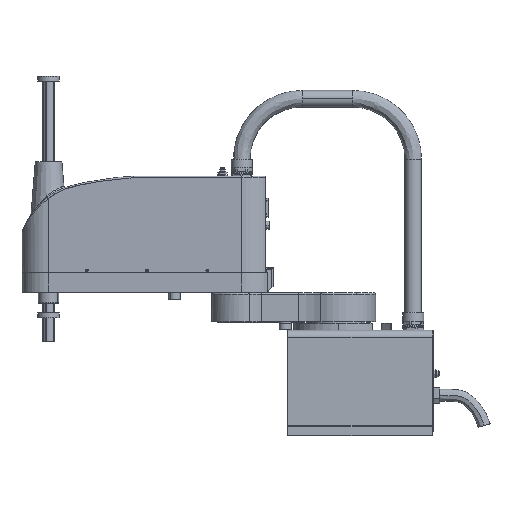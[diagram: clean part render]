
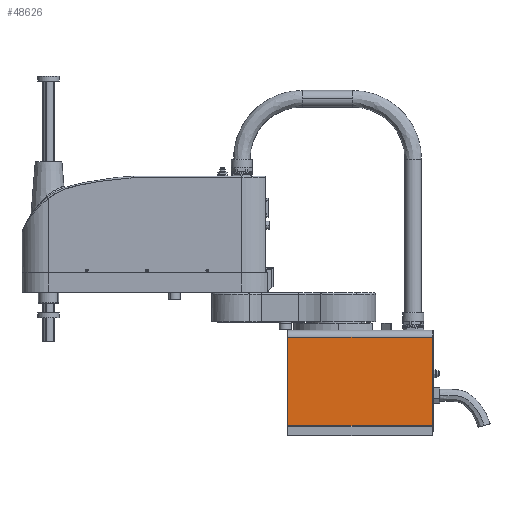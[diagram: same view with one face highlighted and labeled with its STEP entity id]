
A CAD part, top view. The second image highlights one B-rep face of the part: STEP entity #48626.
In plain terms, the highlighted planar face has unit normal (0, 0, 1).
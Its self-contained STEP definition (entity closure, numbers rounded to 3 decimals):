
#2114 = ORIENTED_EDGE ( 'NONE', *, *, #5769, .F. ) ;
#5342 = VERTEX_POINT ( 'NONE', #56189 ) ;
#5399 = VERTEX_POINT ( 'NONE', #57502 ) ;
#5769 = EDGE_CURVE ( 'NONE', #22725, #40571, #42206, .T. ) ;
#6900 = CARTESIAN_POINT ( 'NONE',  ( -105., 5., 105. ) ) ;
#8261 = DIRECTION ( 'NONE',  ( 1., 0., 0. ) ) ;
#8573 = CARTESIAN_POINT ( 'NONE',  ( 195., 5., 105. ) ) ;
#9857 = EDGE_LOOP ( 'NONE', ( #24713, #13281, #15741, #2114 ) ) ;
#11087 = CARTESIAN_POINT ( 'NONE',  ( 195., -193., 105. ) ) ;
#11699 = DIRECTION ( 'NONE',  ( 0., 1., 0. ) ) ;
#13281 = ORIENTED_EDGE ( 'NONE', *, *, #21053, .F. ) ;
#13596 = DIRECTION ( 'NONE',  ( 0., -1., 0. ) ) ;
#15741 = ORIENTED_EDGE ( 'NONE', *, *, #17643, .F. ) ;
#17484 = VECTOR ( 'NONE', #8261, 1000. ) ;
#17643 = EDGE_CURVE ( 'NONE', #40571, #5399, #58155, .T. ) ;
#17882 = CARTESIAN_POINT ( 'NONE',  ( -105., -193., 105. ) ) ;
#21053 = EDGE_CURVE ( 'NONE', #5399, #5342, #30292, .T. ) ;
#21378 = AXIS2_PLACEMENT_3D ( 'NONE', #57012, #28232, #61816 ) ;
#22725 = VERTEX_POINT ( 'NONE', #11087 ) ;
#24713 = ORIENTED_EDGE ( 'NONE', *, *, #52150, .F. ) ;
#28232 = DIRECTION ( 'NONE',  ( 0., 0., -1. ) ) ;
#30292 = LINE ( 'NONE', #41847, #17484 ) ;
#40571 = VERTEX_POINT ( 'NONE', #17882 ) ;
#40702 = VECTOR ( 'NONE', #48225, 1000. ) ;
#41847 = CARTESIAN_POINT ( 'NONE',  ( 195., -10., 105. ) ) ;
#42206 = LINE ( 'NONE', #48431, #40702 ) ;
#45355 = VECTOR ( 'NONE', #11699, 1000. ) ;
#47189 = LINE ( 'NONE', #8573, #58485 ) ;
#48225 = DIRECTION ( 'NONE',  ( -1., 0., 0. ) ) ;
#48431 = CARTESIAN_POINT ( 'NONE',  ( 195., -193., 105. ) ) ;
#48626 = ADVANCED_FACE ( 'NONE', ( #55376 ), #61619, .F. ) ;
#52150 = EDGE_CURVE ( 'NONE', #5342, #22725, #47189, .T. ) ;
#55376 = FACE_OUTER_BOUND ( 'NONE', #9857, .T. ) ;
#56189 = CARTESIAN_POINT ( 'NONE',  ( 195., -10., 105. ) ) ;
#57012 = CARTESIAN_POINT ( 'NONE',  ( 195., 5., 105. ) ) ;
#57502 = CARTESIAN_POINT ( 'NONE',  ( -105., -10., 105. ) ) ;
#58155 = LINE ( 'NONE', #6900, #45355 ) ;
#58485 = VECTOR ( 'NONE', #13596, 1000. ) ;
#61619 = PLANE ( 'NONE',  #21378 ) ;
#61816 = DIRECTION ( 'NONE',  ( 0., 1., 0. ) ) ;
